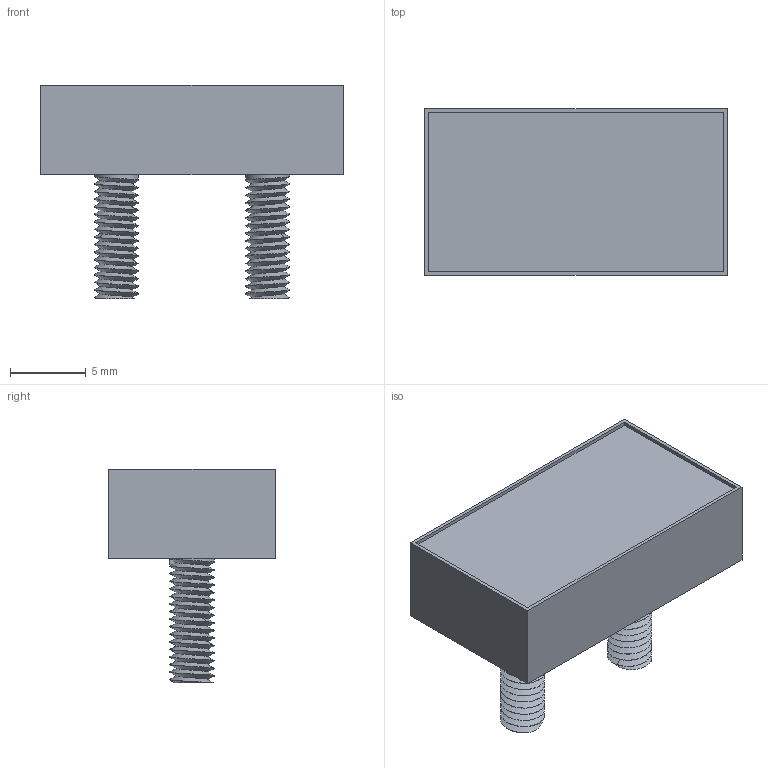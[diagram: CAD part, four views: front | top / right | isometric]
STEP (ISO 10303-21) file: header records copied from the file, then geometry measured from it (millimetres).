
FILE_DESCRIPTION((''),'2;1');
FILE_NAME('211015_ASM','2019-04-05T07:58:46',('pdmadmin'),('BANNER ENGINEERING'),'CREO PARAMETRIC BY PTC INC, 2018300','CREO PARAMETRIC BY PTC INC, 2018300','');
FILE_SCHEMA(('CONFIG_CONTROL_DESIGN'));
Length unit declared in the file: millimetre
Products named in the file (2): 807714; 211015_ASM
Assembly tree (1 placements, depth 2):
  211015_ASM
    807714
Bounding box: 20 x 11 x 14.1 mm (x, y, z)
Volume: 1329.9 mm3; surface area: 1070.7 mm2
Topology: 1 solids, 1 shells, 99 faces, 270 edges, 176 vertices
Faces by surface type: cylinder 64, bspline 20, plane 15
Entity records: 8274 total; most frequent: CARTESIAN_POINT 6073, ORIENTED_EDGE 540, DIRECTION 284, EDGE_CURVE 270, VERTEX_POINT 176, B_SPLINE_CURVE_WITH_KNOTS 156, VECTOR 108, LINE 108
